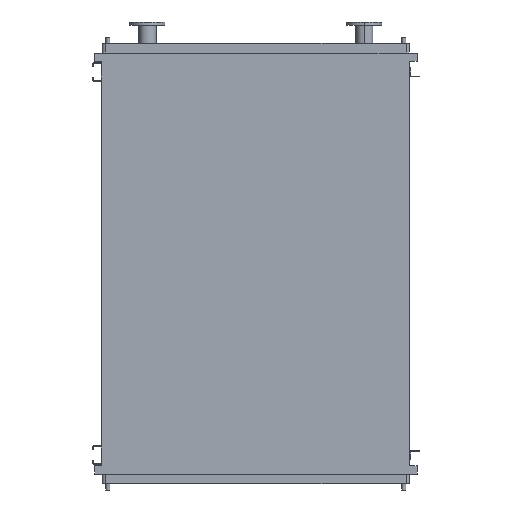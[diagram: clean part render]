
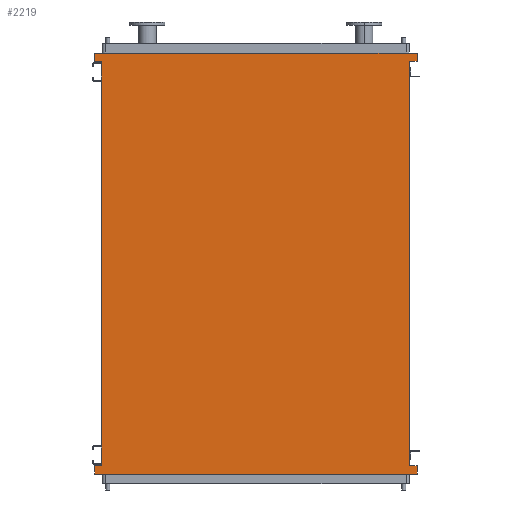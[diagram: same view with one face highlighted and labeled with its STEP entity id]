
A CAD part, front view. The second image highlights one B-rep face of the part: STEP entity #2219.
In plain terms, the highlighted planar face has unit normal (0, -1, 0).
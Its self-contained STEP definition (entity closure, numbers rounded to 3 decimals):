
#101 = LINE ( 'NONE', #3540, #1740 ) ;
#121 = VECTOR ( 'NONE', #10883, 1000. ) ;
#418 = VECTOR ( 'NONE', #8694, 1000. ) ;
#440 = DIRECTION ( 'NONE',  ( 0., 0., -1. ) ) ;
#781 = LINE ( 'NONE', #4214, #10084 ) ;
#924 = CARTESIAN_POINT ( 'NONE',  ( 1011., 0., 95. ) ) ;
#1211 = LINE ( 'NONE', #8182, #3841 ) ;
#1321 = DIRECTION ( 'NONE',  ( 0., 0., 1. ) ) ;
#1380 = EDGE_CURVE ( 'NONE', #4293, #2794, #9366, .T. ) ;
#1525 = CARTESIAN_POINT ( 'NONE',  ( -1011., 0., 95. ) ) ;
#1533 = VERTEX_POINT ( 'NONE', #4962 ) ;
#1555 = CARTESIAN_POINT ( 'NONE',  ( -1011., 0., 43. ) ) ;
#1740 = VECTOR ( 'NONE', #6113, 1000. ) ;
#1872 = VECTOR ( 'NONE', #1321, 1000. ) ;
#2016 = CARTESIAN_POINT ( 'NONE',  ( -1011., 0., 95. ) ) ;
#2050 = LINE ( 'NONE', #8917, #1872 ) ;
#2063 = EDGE_CURVE ( 'NONE', #2374, #1533, #6664, .T. ) ;
#2108 = DIRECTION ( 'NONE',  ( 0., 0., 1. ) ) ;
#2219 = ADVANCED_FACE ( 'NONE', ( #6946 ), #2563, .T. ) ;
#2374 = VERTEX_POINT ( 'NONE', #8339 ) ;
#2563 = PLANE ( 'NONE',  #4736 ) ;
#2794 = VERTEX_POINT ( 'NONE', #3835 ) ;
#2825 = VERTEX_POINT ( 'NONE', #2994 ) ;
#2851 = ORIENTED_EDGE ( 'NONE', *, *, #8385, .F. ) ;
#2994 = CARTESIAN_POINT ( 'NONE',  ( 965., 0., -2493. ) ) ;
#3013 = CARTESIAN_POINT ( 'NONE',  ( 965., 0., 43. ) ) ;
#3058 = VERTEX_POINT ( 'NONE', #6076 ) ;
#3355 = CARTESIAN_POINT ( 'NONE',  ( 1011., 0., -2545. ) ) ;
#3540 = CARTESIAN_POINT ( 'NONE',  ( 965., 0., -2493. ) ) ;
#3631 = CARTESIAN_POINT ( 'NONE',  ( -965., 0., -2493. ) ) ;
#3718 = CARTESIAN_POINT ( 'NONE',  ( -1011., 0., -2493. ) ) ;
#3790 = EDGE_CURVE ( 'NONE', #6108, #2374, #2050, .T. ) ;
#3815 = LINE ( 'NONE', #10511, #4959 ) ;
#3835 = CARTESIAN_POINT ( 'NONE',  ( 1011., 0., 95. ) ) ;
#3841 = VECTOR ( 'NONE', #2108, 1000. ) ;
#3870 = EDGE_CURVE ( 'NONE', #2825, #5217, #1211, .T. ) ;
#4008 = ORIENTED_EDGE ( 'NONE', *, *, #10975, .F. ) ;
#4214 = CARTESIAN_POINT ( 'NONE',  ( 965., 0., 43. ) ) ;
#4293 = VERTEX_POINT ( 'NONE', #1525 ) ;
#4499 = ORIENTED_EDGE ( 'NONE', *, *, #6968, .F. ) ;
#4602 = DIRECTION ( 'NONE',  ( 0., 0., 1. ) ) ;
#4628 = ORIENTED_EDGE ( 'NONE', *, *, #1380, .F. ) ;
#4736 = AXIS2_PLACEMENT_3D ( 'NONE', #5209, #5261, #7841 ) ;
#4751 = EDGE_CURVE ( 'NONE', #10038, #6108, #6185, .T. ) ;
#4959 = VECTOR ( 'NONE', #440, 1000. ) ;
#4962 = CARTESIAN_POINT ( 'NONE',  ( -1011., 0., 43. ) ) ;
#5209 = CARTESIAN_POINT ( 'NONE',  ( -965., 0., -2450. ) ) ;
#5217 = VERTEX_POINT ( 'NONE', #3013 ) ;
#5261 = DIRECTION ( 'NONE',  ( 0., -1., 0. ) ) ;
#5818 = LINE ( 'NONE', #10095, #121 ) ;
#5879 = CARTESIAN_POINT ( 'NONE',  ( -1011., 0., -2493. ) ) ;
#5883 = VECTOR ( 'NONE', #4602, 1000. ) ;
#6076 = CARTESIAN_POINT ( 'NONE',  ( 1011., 0., -2545. ) ) ;
#6092 = VERTEX_POINT ( 'NONE', #6370 ) ;
#6108 = VERTEX_POINT ( 'NONE', #3631 ) ;
#6113 = DIRECTION ( 'NONE',  ( 1., 0., 0. ) ) ;
#6185 = LINE ( 'NONE', #3718, #9071 ) ;
#6370 = CARTESIAN_POINT ( 'NONE',  ( 1011., 0., -2493. ) ) ;
#6403 = LINE ( 'NONE', #2016, #5883 ) ;
#6593 = ORIENTED_EDGE ( 'NONE', *, *, #10142, .F. ) ;
#6664 = LINE ( 'NONE', #1555, #10305 ) ;
#6802 = VERTEX_POINT ( 'NONE', #7752 ) ;
#6946 = FACE_OUTER_BOUND ( 'NONE', #8333, .T. ) ;
#6968 = EDGE_CURVE ( 'NONE', #2794, #10570, #3815, .T. ) ;
#7168 = CARTESIAN_POINT ( 'NONE',  ( -1011., 0., -2545. ) ) ;
#7275 = LINE ( 'NONE', #7168, #7888 ) ;
#7701 = DIRECTION ( 'NONE',  ( -1., 0., 0. ) ) ;
#7752 = CARTESIAN_POINT ( 'NONE',  ( -1011., 0., -2545. ) ) ;
#7841 = DIRECTION ( 'NONE',  ( 0., 0., -1. ) ) ;
#7888 = VECTOR ( 'NONE', #10602, 1000. ) ;
#7975 = ORIENTED_EDGE ( 'NONE', *, *, #3870, .T. ) ;
#8182 = CARTESIAN_POINT ( 'NONE',  ( 965., 0., -2450. ) ) ;
#8333 = EDGE_LOOP ( 'NONE', ( #7975, #10103, #4499, #4628, #2851, #9599, #10147, #10493, #9292, #6593, #8478, #4008 ) ) ;
#8339 = CARTESIAN_POINT ( 'NONE',  ( -965., 0., 43. ) ) ;
#8385 = EDGE_CURVE ( 'NONE', #1533, #4293, #6403, .T. ) ;
#8478 = ORIENTED_EDGE ( 'NONE', *, *, #8980, .F. ) ;
#8694 = DIRECTION ( 'NONE',  ( 1., 0., 0. ) ) ;
#8835 = DIRECTION ( 'NONE',  ( 1., 0., 0. ) ) ;
#8917 = CARTESIAN_POINT ( 'NONE',  ( -965., 0., -2450. ) ) ;
#8980 = EDGE_CURVE ( 'NONE', #6092, #3058, #5818, .T. ) ;
#9071 = VECTOR ( 'NONE', #8835, 1000. ) ;
#9292 = ORIENTED_EDGE ( 'NONE', *, *, #10363, .F. ) ;
#9366 = LINE ( 'NONE', #924, #418 ) ;
#9467 = CARTESIAN_POINT ( 'NONE',  ( 1011., 0., 43. ) ) ;
#9536 = DIRECTION ( 'NONE',  ( -1., 0., 0. ) ) ;
#9599 = ORIENTED_EDGE ( 'NONE', *, *, #2063, .F. ) ;
#10038 = VERTEX_POINT ( 'NONE', #5879 ) ;
#10084 = VECTOR ( 'NONE', #7701, 1000. ) ;
#10095 = CARTESIAN_POINT ( 'NONE',  ( 1011., 0., -2493. ) ) ;
#10103 = ORIENTED_EDGE ( 'NONE', *, *, #10735, .F. ) ;
#10142 = EDGE_CURVE ( 'NONE', #3058, #6802, #10267, .T. ) ;
#10147 = ORIENTED_EDGE ( 'NONE', *, *, #3790, .F. ) ;
#10155 = DIRECTION ( 'NONE',  ( -1., 0., 0. ) ) ;
#10267 = LINE ( 'NONE', #3355, #10935 ) ;
#10305 = VECTOR ( 'NONE', #10155, 1000. ) ;
#10363 = EDGE_CURVE ( 'NONE', #6802, #10038, #7275, .T. ) ;
#10493 = ORIENTED_EDGE ( 'NONE', *, *, #4751, .F. ) ;
#10511 = CARTESIAN_POINT ( 'NONE',  ( 1011., 0., 43. ) ) ;
#10570 = VERTEX_POINT ( 'NONE', #9467 ) ;
#10602 = DIRECTION ( 'NONE',  ( 0., 0., 1. ) ) ;
#10735 = EDGE_CURVE ( 'NONE', #10570, #5217, #781, .T. ) ;
#10883 = DIRECTION ( 'NONE',  ( 0., 0., -1. ) ) ;
#10935 = VECTOR ( 'NONE', #9536, 1000. ) ;
#10975 = EDGE_CURVE ( 'NONE', #2825, #6092, #101, .T. ) ;
